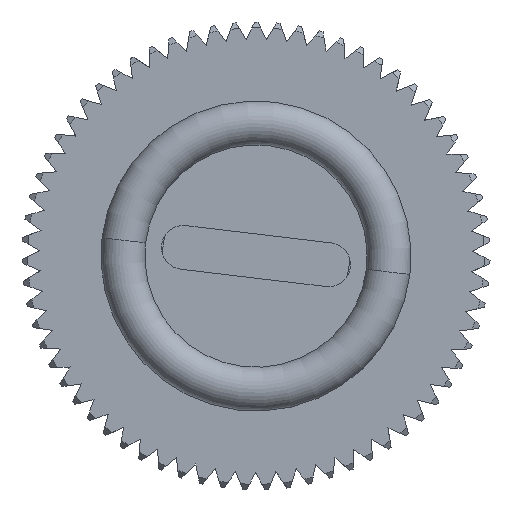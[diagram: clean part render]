
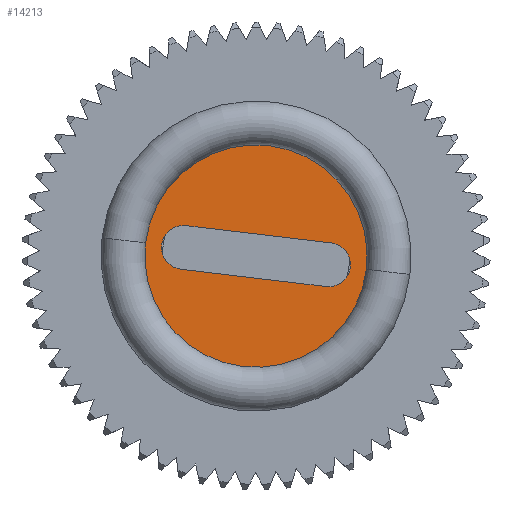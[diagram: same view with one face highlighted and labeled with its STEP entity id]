
A CAD part, front view. The second image highlights one B-rep face of the part: STEP entity #14213.
In plain terms, the highlighted planar face has unit normal (0, -1, 0).
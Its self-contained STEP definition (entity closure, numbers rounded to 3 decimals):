
#156 = CARTESIAN_POINT ( 'NONE',  ( 0., 0., -2.5 ) ) ;
#531 = LINE ( 'NONE', #3650, #9477 ) ;
#584 = DIRECTION ( 'NONE',  ( 0., 0., 1. ) ) ;
#1938 = EDGE_LOOP ( 'NONE', ( #11796, #17541, #17169, #3449, #3152 ) ) ;
#2812 = EDGE_CURVE ( 'NONE', #11370, #12510, #12330, .T. ) ;
#2933 = DIRECTION ( 'NONE',  ( 0., -1., 0. ) ) ;
#3152 = ORIENTED_EDGE ( 'NONE', *, *, #2812, .F. ) ;
#3449 = ORIENTED_EDGE ( 'NONE', *, *, #14799, .F. ) ;
#3551 = EDGE_CURVE ( 'NONE', #14673, #15131, #8395, .T. ) ;
#3650 = CARTESIAN_POINT ( 'NONE',  ( -0.75, 0., 2.5 ) ) ;
#3771 = CARTESIAN_POINT ( 'NONE',  ( -0.75, 0., -2.5 ) ) ;
#4005 = EDGE_CURVE ( 'NONE', #12909, #11370, #531, .T. ) ;
#4289 = CARTESIAN_POINT ( 'NONE',  ( 0., 0., 2.5 ) ) ;
#4454 = DIRECTION ( 'NONE',  ( 0., -1., 0. ) ) ;
#4768 = LINE ( 'NONE', #10435, #5016 ) ;
#5016 = VECTOR ( 'NONE', #584, 1000. ) ;
#5059 = ORIENTED_EDGE ( 'NONE', *, *, #3551, .T. ) ;
#5635 = DIRECTION ( 'NONE',  ( 0., 0., 1. ) ) ;
#5812 = CARTESIAN_POINT ( 'NONE',  ( 0., 0., -3.8 ) ) ;
#6496 = DIRECTION ( 'NONE',  ( 0., 1., 0. ) ) ;
#6522 = CARTESIAN_POINT ( 'NONE',  ( 0.75, 0., 2.5 ) ) ;
#7312 = CARTESIAN_POINT ( 'NONE',  ( 0., 0., 0. ) ) ;
#7491 = AXIS2_PLACEMENT_3D ( 'NONE', #4289, #2933, #16250 ) ;
#7635 = VERTEX_POINT ( 'NONE', #6522 ) ;
#7815 = CIRCLE ( 'NONE', #14337, 3.8 ) ;
#7895 = AXIS2_PLACEMENT_3D ( 'NONE', #11986, #6496, #9326 ) ;
#7980 = VERTEX_POINT ( 'NONE', #14391 ) ;
#8395 = CIRCLE ( 'NONE', #8944, 3.8 ) ;
#8674 = EDGE_LOOP ( 'NONE', ( #5059, #16503 ) ) ;
#8944 = AXIS2_PLACEMENT_3D ( 'NONE', #7312, #12373, #5635 ) ;
#9206 = CARTESIAN_POINT ( 'NONE',  ( 0., 0., 3.8 ) ) ;
#9326 = DIRECTION ( 'NONE',  ( 0., 0., 1. ) ) ;
#9362 = DIRECTION ( 'NONE',  ( 0., 0., 1. ) ) ;
#9477 = VECTOR ( 'NONE', #11433, 1000. ) ;
#10435 = CARTESIAN_POINT ( 'NONE',  ( 0.75, 0., 2.5 ) ) ;
#11094 = EDGE_CURVE ( 'NONE', #15131, #14673, #7815, .T. ) ;
#11096 = DIRECTION ( 'NONE',  ( 0., 0., -1. ) ) ;
#11257 = CARTESIAN_POINT ( 'NONE',  ( 0., 0., -2.5 ) ) ;
#11370 = VERTEX_POINT ( 'NONE', #3771 ) ;
#11433 = DIRECTION ( 'NONE',  ( 0., 0., -1. ) ) ;
#11720 = PLANE ( 'NONE',  #7895 ) ;
#11796 = ORIENTED_EDGE ( 'NONE', *, *, #4005, .F. ) ;
#11905 = FACE_BOUND ( 'NONE', #1938, .T. ) ;
#11986 = CARTESIAN_POINT ( 'NONE',  ( 0., 0., 0. ) ) ;
#12292 = CARTESIAN_POINT ( 'NONE',  ( 0., 0., 0. ) ) ;
#12330 = CIRCLE ( 'NONE', #12890, 0.75 ) ;
#12373 = DIRECTION ( 'NONE',  ( 0., -1., 0. ) ) ;
#12510 = VERTEX_POINT ( 'NONE', #12574 ) ;
#12574 = CARTESIAN_POINT ( 'NONE',  ( 0., 0., -3.25 ) ) ;
#12624 = EDGE_CURVE ( 'NONE', #7980, #7635, #4768, .T. ) ;
#12890 = AXIS2_PLACEMENT_3D ( 'NONE', #11257, #4454, #11096 ) ;
#12909 = VERTEX_POINT ( 'NONE', #15372 ) ;
#13127 = EDGE_CURVE ( 'NONE', #7635, #12909, #15155, .T. ) ;
#13450 = DIRECTION ( 'NONE',  ( 0., -1., 0. ) ) ;
#13877 = AXIS2_PLACEMENT_3D ( 'NONE', #156, #16162, #16507 ) ;
#14152 = CIRCLE ( 'NONE', #13877, 0.75 ) ;
#14213 = ADVANCED_FACE ( 'NONE', ( #17240, #11905 ), #11720, .F. ) ;
#14337 = AXIS2_PLACEMENT_3D ( 'NONE', #12292, #13450, #9362 ) ;
#14391 = CARTESIAN_POINT ( 'NONE',  ( 0.75, 0., -2.5 ) ) ;
#14673 = VERTEX_POINT ( 'NONE', #9206 ) ;
#14799 = EDGE_CURVE ( 'NONE', #12510, #7980, #14152, .T. ) ;
#15131 = VERTEX_POINT ( 'NONE', #5812 ) ;
#15155 = CIRCLE ( 'NONE', #7491, 0.75 ) ;
#15372 = CARTESIAN_POINT ( 'NONE',  ( -0.75, 0., 2.5 ) ) ;
#16162 = DIRECTION ( 'NONE',  ( 0., -1., 0. ) ) ;
#16250 = DIRECTION ( 'NONE',  ( 0., 0., -1. ) ) ;
#16503 = ORIENTED_EDGE ( 'NONE', *, *, #11094, .T. ) ;
#16507 = DIRECTION ( 'NONE',  ( 0., 0., -1. ) ) ;
#17169 = ORIENTED_EDGE ( 'NONE', *, *, #12624, .F. ) ;
#17240 = FACE_OUTER_BOUND ( 'NONE', #8674, .T. ) ;
#17541 = ORIENTED_EDGE ( 'NONE', *, *, #13127, .F. ) ;
